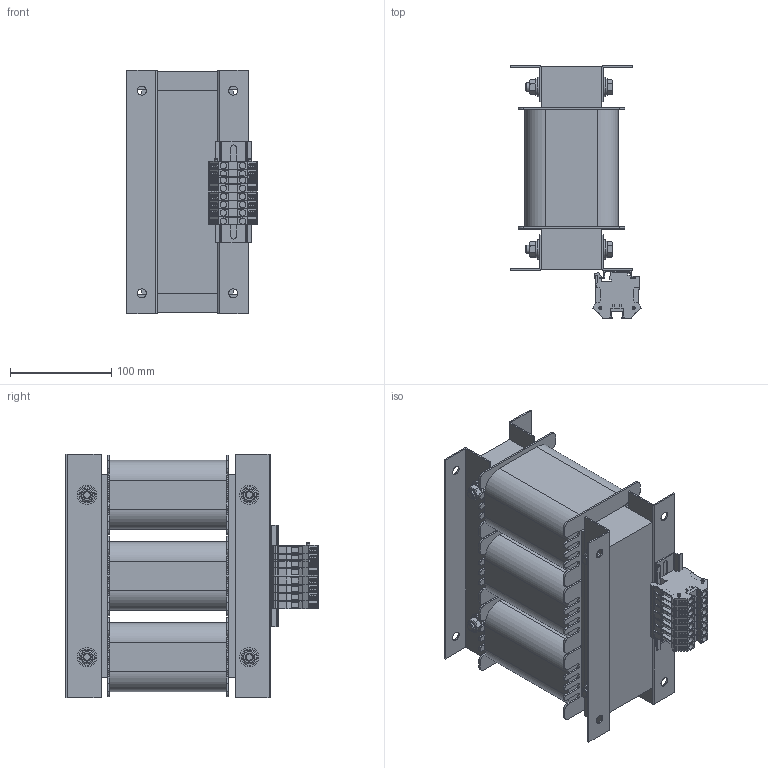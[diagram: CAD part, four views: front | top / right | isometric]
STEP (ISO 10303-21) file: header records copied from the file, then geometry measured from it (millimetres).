
FILE_DESCRIPTION(/* description */ (''),/* implementation_level */ '2;1');
FILE_NAME(/* name */ 'YA002207360.stp',/* time_stamp */ '2023-11-10T09:01:29+01:00',/* author */ ('velazquez'),/* organization */ (''),/* preprocessor_version */ 'ST-DEVELOPER v19.2',/* originating_system */ 'Autodesk Inventor 2023',/* authorisation */ '');
FILE_SCHEMA (('AUTOMOTIVE_DESIGN { 1 0 10303 214 3 1 1 }'));
Length unit declared in the file: millimetre
Products named in the file (12): YA002207360; 3UI120 200 x 200 - 60 (Rc40); UI 120_60; RC40 NT040; centrador M8; DIN 125 - A 8,4; DIN 933 - M8  x 80; DIN 934 - M8; carril 4 agujeros; FICHA 6; FICHA 6 AZUL; FICHA 6 AM_VE
Assembly tree (41 placements, depth 2):
  YA002207360
    3UI120 200 x 200 - 60 (Rc40)
    UI 120_60  x3
    RC40 NT040  x4
    centrador M8  x8
    DIN 125 - A 8,4  x8
    DIN 933 - M8  x 80  x4
    DIN 934 - M8  x4
    carril 4 agujeros
    FICHA 6  x6
    FICHA 6 AZUL
    FICHA 6 AM_VE
Bounding box: 128.9 x 249.05 x 240 mm (x, y, z)
Volume: 3300455.2 mm3; surface area: 582876.5 mm2
Topology: 41 solids, 41 shells, 2898 faces, 7820 edges, 5077 vertices
Faces by surface type: plane 2018, cylinder 712, cone 112, torus 40, sphere 16
Full cylindrical faces by diameter (mm): 2.4 x16, 2.5 x16, 2.75 x16, 2.95 x16, 6.3 x16, 6.647 x4, 7.323 x4, 8 x12, 8.4 x8, 9 x8, 9.6 x8, 10.5 x8, 11 x4, 11.4 x4, 16 x8, 19 x8
Entity records: 34504 total; most frequent: CARTESIAN_POINT 5894, ORIENTED_EDGE 5738, DIRECTION 5673, EDGE_CURVE 2869, LINE 2227, VECTOR 2227, VERTEX_POINT 1871, AXIS2_PLACEMENT_3D 1723
